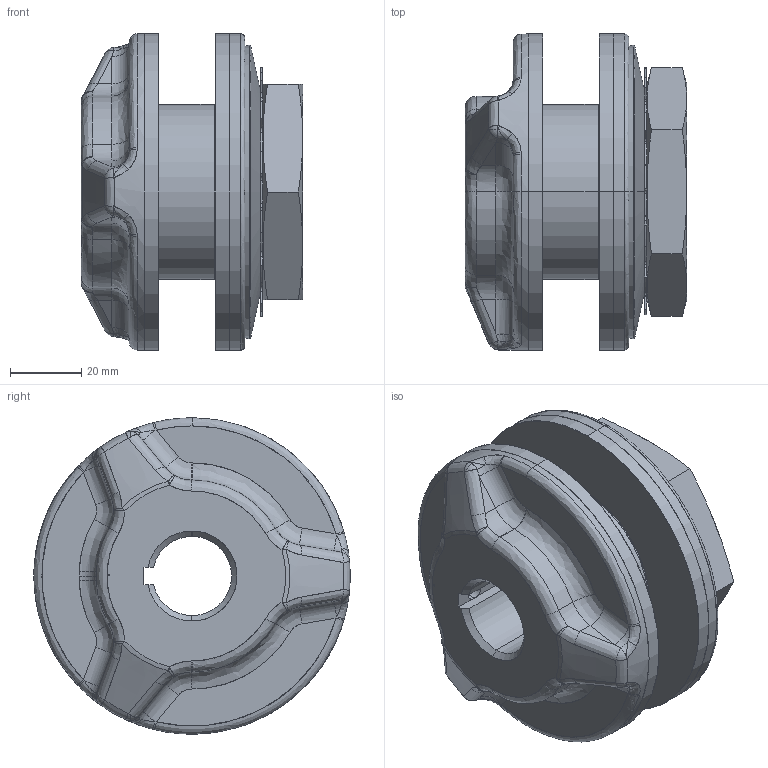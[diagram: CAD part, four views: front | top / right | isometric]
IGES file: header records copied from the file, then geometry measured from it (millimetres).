
Start section: SolidWorks IGES file using analytic representation for surfaces
Global section: file name: 35DEFAU092551316176.igs; native system: SolidWorks 2009; preprocessor: SolidWorks 2009; author: partstream; date: 080925.051323; units: inch
Bounding box: 62.25 x 88.9 x 88.9 mm (x, y, z)
Surface area: 79764.3 mm2 (no closed solid volume)
Topology: 0 solids, 0 shells, 375 faces, 4815 edges, 4815 vertices
Faces by surface type: bspline 211, revolution 164
